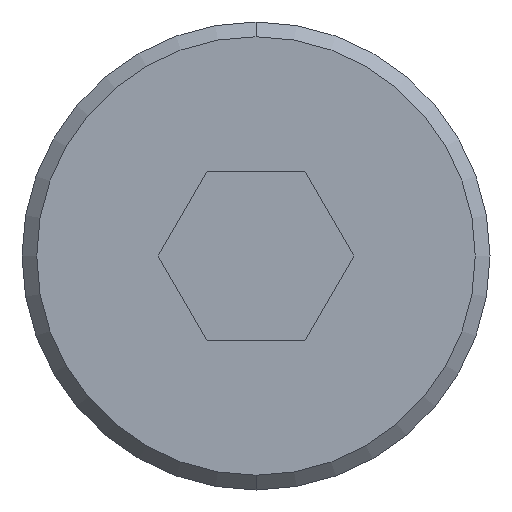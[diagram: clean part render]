
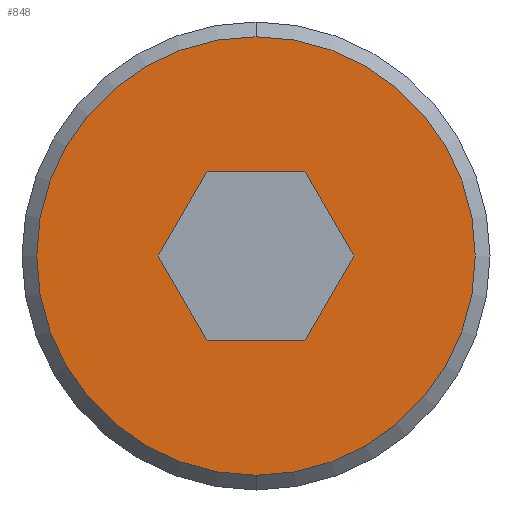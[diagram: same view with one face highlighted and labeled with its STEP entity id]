
A CAD part, front view. The second image highlights one B-rep face of the part: STEP entity #848.
In plain terms, the highlighted planar face has unit normal (0, -1, 0).
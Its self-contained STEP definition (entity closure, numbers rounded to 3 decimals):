
#24 = DIRECTION ( 'NONE',  ( 0., 0., 1. ) ) ;
#61 = ORIENTED_EDGE ( 'NONE', *, *, #638, .F. ) ;
#82 = EDGE_CURVE ( 'NONE', #86, #526, #558, .T. ) ;
#86 = VERTEX_POINT ( 'NONE', #871 ) ;
#87 = VECTOR ( 'NONE', #805, 1000. ) ;
#112 = VECTOR ( 'NONE', #376, 1000. ) ;
#126 = AXIS2_PLACEMENT_3D ( 'NONE', #594, #813, #224 ) ;
#127 = CARTESIAN_POINT ( 'NONE',  ( 0.664, 0., -1.15 ) ) ;
#136 = CARTESIAN_POINT ( 'NONE',  ( 0.664, 0., 1.15 ) ) ;
#149 = VERTEX_POINT ( 'NONE', #675 ) ;
#162 = VECTOR ( 'NONE', #532, 1000. ) ;
#195 = DIRECTION ( 'NONE',  ( -0.5, 0., 0.866 ) ) ;
#211 = ORIENTED_EDGE ( 'NONE', *, *, #741, .T. ) ;
#213 = CARTESIAN_POINT ( 'NONE',  ( 0., 0., -2.975 ) ) ;
#224 = DIRECTION ( 'NONE',  ( 0., 0., 1. ) ) ;
#231 = CARTESIAN_POINT ( 'NONE',  ( -1.328, 0., 0. ) ) ;
#236 = VERTEX_POINT ( 'NONE', #393 ) ;
#279 = VECTOR ( 'NONE', #794, 1000. ) ;
#351 = EDGE_LOOP ( 'NONE', ( #484, #211 ) ) ;
#357 = EDGE_CURVE ( 'NONE', #526, #559, #597, .T. ) ;
#363 = CARTESIAN_POINT ( 'NONE',  ( 1.328, 0., 0. ) ) ;
#376 = DIRECTION ( 'NONE',  ( 1., 0., 0. ) ) ;
#393 = CARTESIAN_POINT ( 'NONE',  ( -0.664, 0., -1.15 ) ) ;
#396 = DIRECTION ( 'NONE',  ( 0., 0., 1. ) ) ;
#398 = AXIS2_PLACEMENT_3D ( 'NONE', #833, #540, #396 ) ;
#429 = AXIS2_PLACEMENT_3D ( 'NONE', #533, #604, #24 ) ;
#447 = CARTESIAN_POINT ( 'NONE',  ( -0.664, 0., 1.15 ) ) ;
#484 = ORIENTED_EDGE ( 'NONE', *, *, #867, .T. ) ;
#496 = VERTEX_POINT ( 'NONE', #936 ) ;
#512 = LINE ( 'NONE', #888, #112 ) ;
#515 = VERTEX_POINT ( 'NONE', #213 ) ;
#526 = VERTEX_POINT ( 'NONE', #363 ) ;
#532 = DIRECTION ( 'NONE',  ( 0.5, 0., 0.866 ) ) ;
#533 = CARTESIAN_POINT ( 'NONE',  ( 0., 0., 0. ) ) ;
#539 = ORIENTED_EDGE ( 'NONE', *, *, #541, .F. ) ;
#540 = DIRECTION ( 'NONE',  ( 0., -1., 0. ) ) ;
#541 = EDGE_CURVE ( 'NONE', #559, #149, #858, .T. ) ;
#547 = CARTESIAN_POINT ( 'NONE',  ( -1.328, 0., 0. ) ) ;
#550 = ORIENTED_EDGE ( 'NONE', *, *, #774, .F. ) ;
#553 = ORIENTED_EDGE ( 'NONE', *, *, #82, .F. ) ;
#558 = LINE ( 'NONE', #127, #162 ) ;
#559 = VERTEX_POINT ( 'NONE', #725 ) ;
#594 = CARTESIAN_POINT ( 'NONE',  ( 0., 0., 0. ) ) ;
#597 = LINE ( 'NONE', #919, #810 ) ;
#603 = EDGE_LOOP ( 'NONE', ( #61, #550, #761, #539, #748, #553 ) ) ;
#604 = DIRECTION ( 'NONE',  ( 0., 1., 0. ) ) ;
#638 = EDGE_CURVE ( 'NONE', #236, #86, #512, .T. ) ;
#654 = LINE ( 'NONE', #231, #756 ) ;
#675 = CARTESIAN_POINT ( 'NONE',  ( -0.664, 0., 1.15 ) ) ;
#682 = FACE_BOUND ( 'NONE', #603, .T. ) ;
#705 = CIRCLE ( 'NONE', #398, 2.975 ) ;
#711 = EDGE_CURVE ( 'NONE', #149, #860, #721, .T. ) ;
#721 = LINE ( 'NONE', #447, #87 ) ;
#725 = CARTESIAN_POINT ( 'NONE',  ( 0.664, 0., 1.15 ) ) ;
#741 = EDGE_CURVE ( 'NONE', #515, #496, #851, .T. ) ;
#748 = ORIENTED_EDGE ( 'NONE', *, *, #357, .F. ) ;
#756 = VECTOR ( 'NONE', #884, 1000. ) ;
#761 = ORIENTED_EDGE ( 'NONE', *, *, #711, .F. ) ;
#774 = EDGE_CURVE ( 'NONE', #860, #236, #654, .T. ) ;
#794 = DIRECTION ( 'NONE',  ( -1., 0., 0. ) ) ;
#805 = DIRECTION ( 'NONE',  ( -0.5, 0., -0.866 ) ) ;
#810 = VECTOR ( 'NONE', #195, 1000. ) ;
#813 = DIRECTION ( 'NONE',  ( 0., -1., 0. ) ) ;
#822 = PLANE ( 'NONE',  #429 ) ;
#833 = CARTESIAN_POINT ( 'NONE',  ( 0., 0., 0. ) ) ;
#848 = ADVANCED_FACE ( 'NONE', ( #939, #682 ), #822, .F. ) ;
#851 = CIRCLE ( 'NONE', #126, 2.975 ) ;
#858 = LINE ( 'NONE', #136, #279 ) ;
#860 = VERTEX_POINT ( 'NONE', #547 ) ;
#867 = EDGE_CURVE ( 'NONE', #496, #515, #705, .T. ) ;
#871 = CARTESIAN_POINT ( 'NONE',  ( 0.664, 0., -1.15 ) ) ;
#884 = DIRECTION ( 'NONE',  ( 0.5, 0., -0.866 ) ) ;
#888 = CARTESIAN_POINT ( 'NONE',  ( -0.664, 0., -1.15 ) ) ;
#919 = CARTESIAN_POINT ( 'NONE',  ( 1.328, 0., 0. ) ) ;
#936 = CARTESIAN_POINT ( 'NONE',  ( 0., 0., 2.975 ) ) ;
#939 = FACE_OUTER_BOUND ( 'NONE', #351, .T. ) ;
